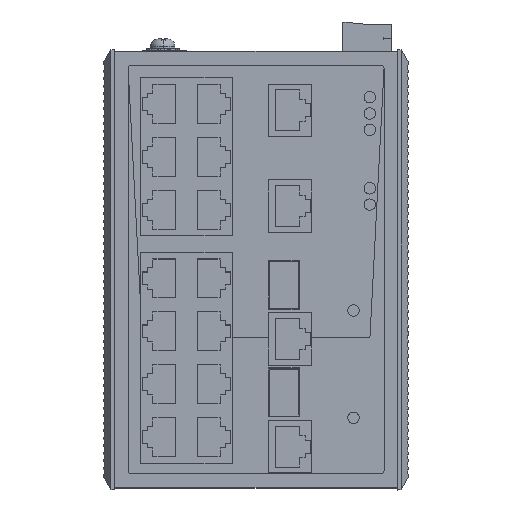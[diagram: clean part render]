
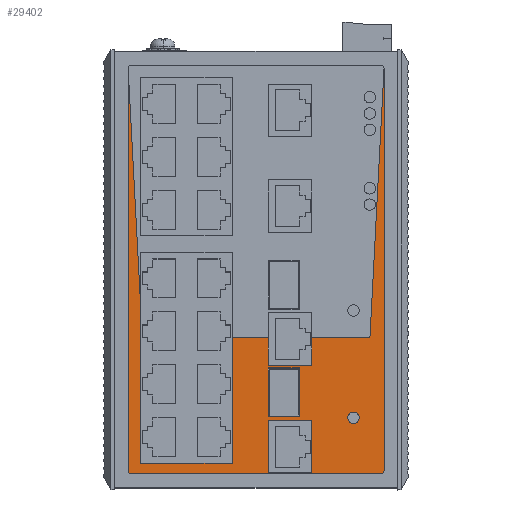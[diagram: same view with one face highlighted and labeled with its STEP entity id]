
A CAD part, top view. The second image highlights one B-rep face of the part: STEP entity #29402.
In plain terms, the highlighted planar face has unit normal (0, 0, 1).
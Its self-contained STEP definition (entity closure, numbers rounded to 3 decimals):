
#11555=AXIS2_PLACEMENT_3D('Circle Axis2P3D',#11553,#11554,$) ;
#11619=AXIS2_PLACEMENT_3D('Circle Axis2P3D',#11617,#11618,$) ;
#29353=AXIS2_PLACEMENT_3D('Plane Axis2P3D',#29350,#29351,#29352) ;
#29374=AXIS2_PLACEMENT_3D('Circle Axis2P3D',#29372,#29373,$) ;
#29383=AXIS2_PLACEMENT_3D('Circle Axis2P3D',#29381,#29382,$) ;
#183=CARTESIAN_POINT('Vertex',(60.228,37.246,139.82)) ;
#199=CARTESIAN_POINT('Vertex',(60.228,22.246,139.82)) ;
#202=CARTESIAN_POINT('Line Origine',(60.228,29.746,139.82)) ;
#224=CARTESIAN_POINT('Vertex',(50.728,37.245,139.82)) ;
#234=CARTESIAN_POINT('Line Origine',(55.478,37.245,139.82)) ;
#251=CARTESIAN_POINT('Vertex',(50.728,22.245,139.82)) ;
#261=CARTESIAN_POINT('Line Origine',(50.728,29.745,139.82)) ;
#284=CARTESIAN_POINT('Line Origine',(55.478,22.245,139.82)) ;
#11368=CARTESIAN_POINT('Line Origine',(86.277,67.5,139.82)) ;
#11372=CARTESIAN_POINT('Vertex',(86.277,129.3,139.82)) ;
#11374=CARTESIAN_POINT('Vertex',(86.277,5.7,139.82)) ;
#11492=CARTESIAN_POINT('Vertex',(7.677,129.3,139.82)) ;
#11521=CARTESIAN_POINT('Line Origine',(7.677,67.5,139.82)) ;
#11525=CARTESIAN_POINT('Vertex',(7.677,5.7,139.82)) ;
#11553=CARTESIAN_POINT('Axis2P3D Location',(8.677,5.7,139.82)) ;
#11557=CARTESIAN_POINT('Vertex',(8.677,4.7,139.82)) ;
#11585=CARTESIAN_POINT('Line Origine',(46.977,4.7,139.82)) ;
#11589=CARTESIAN_POINT('Vertex',(85.277,4.7,139.82)) ;
#11617=CARTESIAN_POINT('Axis2P3D Location',(85.277,5.7,139.82)) ;
#28577=CARTESIAN_POINT('Line Origine',(11.567,31.522,139.82)) ;
#28581=CARTESIAN_POINT('Vertex',(11.567,55.074,139.82)) ;
#28583=CARTESIAN_POINT('Vertex',(11.567,7.97,139.82)) ;
#28618=CARTESIAN_POINT('Line Origine',(25.587,7.97,139.82)) ;
#28622=CARTESIAN_POINT('Vertex',(39.607,7.97,139.82)) ;
#28638=CARTESIAN_POINT('Line Origine',(39.607,27.268,139.82)) ;
#28642=CARTESIAN_POINT('Vertex',(39.607,46.567,139.82)) ;
#28971=CARTESIAN_POINT('Vertex',(64.028,38.161,139.82)) ;
#28974=CARTESIAN_POINT('Line Origine',(64.028,42.364,139.82)) ;
#28978=CARTESIAN_POINT('Vertex',(64.028,46.567,139.82)) ;
#29028=CARTESIAN_POINT('Line Origine',(50.728,42.364,139.82)) ;
#29032=CARTESIAN_POINT('Vertex',(50.728,46.567,139.82)) ;
#29034=CARTESIAN_POINT('Vertex',(50.728,38.16,139.82)) ;
#29069=CARTESIAN_POINT('Line Origine',(57.378,38.16,139.82)) ;
#29122=CARTESIAN_POINT('Vertex',(64.028,21.111,139.82)) ;
#29129=CARTESIAN_POINT('Vertex',(64.028,5.111,139.82)) ;
#29132=CARTESIAN_POINT('Line Origine',(64.028,13.111,139.82)) ;
#29154=CARTESIAN_POINT('Vertex',(50.728,21.11,139.82)) ;
#29157=CARTESIAN_POINT('Line Origine',(57.378,21.11,139.82)) ;
#29174=CARTESIAN_POINT('Vertex',(50.728,5.11,139.82)) ;
#29177=CARTESIAN_POINT('Line Origine',(50.728,13.11,139.82)) ;
#29195=CARTESIAN_POINT('Line Origine',(57.378,5.11,139.82)) ;
#29217=CARTESIAN_POINT('Vertex',(81.941,46.567,139.82)) ;
#29222=CARTESIAN_POINT('Line Origine',(84.109,87.933,139.82)) ;
#29306=CARTESIAN_POINT('Line Origine',(45.167,46.567,139.82)) ;
#29319=CARTESIAN_POINT('Line Origine',(72.984,46.567,139.82)) ;
#29337=CARTESIAN_POINT('Line Origine',(9.622,92.187,139.82)) ;
#29350=CARTESIAN_POINT('Axis2P3D Location',(46.977,67.5,139.82)) ;
#29372=CARTESIAN_POINT('Axis2P3D Location',(76.877,21.97,139.82)) ;
#29376=CARTESIAN_POINT('Vertex',(75.127,21.97,139.82)) ;
#29378=CARTESIAN_POINT('Vertex',(78.627,21.97,139.82)) ;
#29381=CARTESIAN_POINT('Axis2P3D Location',(76.877,21.97,139.82)) ;
#203=DIRECTION('Vector Direction',(0.,1.,0.)) ;
#235=DIRECTION('Vector Direction',(-1.,0.,0.)) ;
#262=DIRECTION('Vector Direction',(0.,-1.,0.)) ;
#285=DIRECTION('Vector Direction',(1.,0.,0.)) ;
#11369=DIRECTION('Vector Direction',(0.,-1.,0.)) ;
#11522=DIRECTION('Vector Direction',(0.,1.,0.)) ;
#11554=DIRECTION('Axis2P3D Direction',(0.,0.,1.)) ;
#11586=DIRECTION('Vector Direction',(-1.,0.,0.)) ;
#11618=DIRECTION('Axis2P3D Direction',(0.,0.,1.)) ;
#28578=DIRECTION('Vector Direction',(0.,-1.,0.)) ;
#28619=DIRECTION('Vector Direction',(-1.,0.,0.)) ;
#28639=DIRECTION('Vector Direction',(0.,1.,0.)) ;
#28975=DIRECTION('Vector Direction',(0.,1.,0.)) ;
#29029=DIRECTION('Vector Direction',(0.,-1.,0.)) ;
#29070=DIRECTION('Vector Direction',(1.,0.,0.)) ;
#29133=DIRECTION('Vector Direction',(0.,1.,0.)) ;
#29158=DIRECTION('Vector Direction',(-1.,0.,0.)) ;
#29178=DIRECTION('Vector Direction',(0.,-1.,0.)) ;
#29196=DIRECTION('Vector Direction',(1.,0.,0.)) ;
#29223=DIRECTION('Vector Direction',(-0.052,-0.999,0.)) ;
#29307=DIRECTION('Vector Direction',(1.,0.,0.)) ;
#29320=DIRECTION('Vector Direction',(1.,0.,0.)) ;
#29338=DIRECTION('Vector Direction',(0.052,-0.999,0.)) ;
#29351=DIRECTION('Axis2P3D Direction',(0.,0.,-1.)) ;
#29352=DIRECTION('Axis2P3D XDirection',(0.,1.,0.)) ;
#29373=DIRECTION('Axis2P3D Direction',(0.,0.,-1.)) ;
#29382=DIRECTION('Axis2P3D Direction',(0.,0.,-1.)) ;
#204=VECTOR('Line Direction',#203,1.) ;
#236=VECTOR('Line Direction',#235,1.) ;
#263=VECTOR('Line Direction',#262,1.) ;
#286=VECTOR('Line Direction',#285,1.) ;
#11370=VECTOR('Line Direction',#11369,1.) ;
#11523=VECTOR('Line Direction',#11522,1.) ;
#11587=VECTOR('Line Direction',#11586,1.) ;
#28579=VECTOR('Line Direction',#28578,1.) ;
#28620=VECTOR('Line Direction',#28619,1.) ;
#28640=VECTOR('Line Direction',#28639,1.) ;
#28976=VECTOR('Line Direction',#28975,1.) ;
#29030=VECTOR('Line Direction',#29029,1.) ;
#29071=VECTOR('Line Direction',#29070,1.) ;
#29134=VECTOR('Line Direction',#29133,1.) ;
#29159=VECTOR('Line Direction',#29158,1.) ;
#29179=VECTOR('Line Direction',#29178,1.) ;
#29197=VECTOR('Line Direction',#29196,1.) ;
#29224=VECTOR('Line Direction',#29223,1.) ;
#29308=VECTOR('Line Direction',#29307,1.) ;
#29321=VECTOR('Line Direction',#29320,1.) ;
#29339=VECTOR('Line Direction',#29338,1.) ;
#29356=ORIENTED_EDGE('',*,*,#29226,.F.) ;
#29357=ORIENTED_EDGE('',*,*,#29323,.F.) ;
#29358=ORIENTED_EDGE('',*,*,#28980,.F.) ;
#29359=ORIENTED_EDGE('',*,*,#29073,.F.) ;
#29360=ORIENTED_EDGE('',*,*,#29036,.F.) ;
#29361=ORIENTED_EDGE('',*,*,#29310,.F.) ;
#29362=ORIENTED_EDGE('',*,*,#28644,.F.) ;
#29363=ORIENTED_EDGE('',*,*,#28624,.T.) ;
#29364=ORIENTED_EDGE('',*,*,#28585,.F.) ;
#29365=ORIENTED_EDGE('',*,*,#29341,.F.) ;
#29366=ORIENTED_EDGE('',*,*,#11527,.F.) ;
#29367=ORIENTED_EDGE('',*,*,#11559,.F.) ;
#29368=ORIENTED_EDGE('',*,*,#11591,.F.) ;
#29369=ORIENTED_EDGE('',*,*,#11621,.F.) ;
#29370=ORIENTED_EDGE('',*,*,#11376,.F.) ;
#29387=ORIENTED_EDGE('',*,*,#29380,.F.) ;
#29388=ORIENTED_EDGE('',*,*,#29385,.F.) ;
#29391=ORIENTED_EDGE('',*,*,#288,.F.) ;
#29392=ORIENTED_EDGE('',*,*,#265,.F.) ;
#29393=ORIENTED_EDGE('',*,*,#238,.F.) ;
#29394=ORIENTED_EDGE('',*,*,#206,.F.) ;
#29397=ORIENTED_EDGE('',*,*,#29199,.F.) ;
#29398=ORIENTED_EDGE('',*,*,#29181,.F.) ;
#29399=ORIENTED_EDGE('',*,*,#29161,.F.) ;
#29400=ORIENTED_EDGE('',*,*,#29136,.F.) ;
#29389=FACE_BOUND('',#29386,.T.) ;
#29395=FACE_BOUND('',#29390,.T.) ;
#29401=FACE_BOUND('',#29396,.T.) ;
#29402=ADVANCED_FACE('SWITCH',(#29371,#29389,#29395,#29401),#29354,.F.) ;
#11556=CIRCLE('generated circle',#11555,1.) ;
#11620=CIRCLE('generated circle',#11619,1.) ;
#29375=CIRCLE('generated circle',#29374,1.75) ;
#29384=CIRCLE('generated circle',#29383,1.75) ;
#206=EDGE_CURVE('',#200,#184,#205,.T.) ;
#238=EDGE_CURVE('',#184,#225,#237,.T.) ;
#265=EDGE_CURVE('',#225,#252,#264,.T.) ;
#288=EDGE_CURVE('',#252,#200,#287,.T.) ;
#11376=EDGE_CURVE('',#11373,#11375,#11371,.T.) ;
#11527=EDGE_CURVE('',#11526,#11493,#11524,.T.) ;
#11559=EDGE_CURVE('',#11558,#11526,#11556,.F.) ;
#11591=EDGE_CURVE('',#11590,#11558,#11588,.T.) ;
#11621=EDGE_CURVE('',#11375,#11590,#11620,.F.) ;
#28585=EDGE_CURVE('',#28582,#28584,#28580,.T.) ;
#28624=EDGE_CURVE('',#28623,#28584,#28621,.T.) ;
#28644=EDGE_CURVE('',#28623,#28643,#28641,.T.) ;
#28980=EDGE_CURVE('',#28972,#28979,#28977,.T.) ;
#29036=EDGE_CURVE('',#29033,#29035,#29031,.T.) ;
#29073=EDGE_CURVE('',#29035,#28972,#29072,.T.) ;
#29136=EDGE_CURVE('',#29130,#29123,#29135,.T.) ;
#29161=EDGE_CURVE('',#29123,#29155,#29160,.T.) ;
#29181=EDGE_CURVE('',#29155,#29175,#29180,.T.) ;
#29199=EDGE_CURVE('',#29175,#29130,#29198,.T.) ;
#29226=EDGE_CURVE('',#29218,#11373,#29225,.F.) ;
#29310=EDGE_CURVE('',#28643,#29033,#29309,.T.) ;
#29323=EDGE_CURVE('',#28979,#29218,#29322,.T.) ;
#29341=EDGE_CURVE('',#11493,#28582,#29340,.T.) ;
#29380=EDGE_CURVE('',#29377,#29379,#29375,.F.) ;
#29385=EDGE_CURVE('',#29379,#29377,#29384,.F.) ;
#29355=EDGE_LOOP('',(#29356,#29357,#29358,#29359,#29360,#29361,#29362,#29363,#29364,#29365,#29366,#29367,#29368,#29369,#29370)) ;
#29386=EDGE_LOOP('',(#29387,#29388)) ;
#29390=EDGE_LOOP('',(#29391,#29392,#29393,#29394)) ;
#29396=EDGE_LOOP('',(#29397,#29398,#29399,#29400)) ;
#29371=FACE_OUTER_BOUND('',#29355,.T.) ;
#205=LINE('Line',#202,#204) ;
#237=LINE('Line',#234,#236) ;
#264=LINE('Line',#261,#263) ;
#287=LINE('Line',#284,#286) ;
#11371=LINE('Line',#11368,#11370) ;
#11524=LINE('Line',#11521,#11523) ;
#11588=LINE('Line',#11585,#11587) ;
#28580=LINE('Line',#28577,#28579) ;
#28621=LINE('Line',#28618,#28620) ;
#28641=LINE('Line',#28638,#28640) ;
#28977=LINE('Line',#28974,#28976) ;
#29031=LINE('Line',#29028,#29030) ;
#29072=LINE('Line',#29069,#29071) ;
#29135=LINE('Line',#29132,#29134) ;
#29160=LINE('Line',#29157,#29159) ;
#29180=LINE('Line',#29177,#29179) ;
#29198=LINE('Line',#29195,#29197) ;
#29225=LINE('Line',#29222,#29224) ;
#29309=LINE('Line',#29306,#29308) ;
#29322=LINE('Line',#29319,#29321) ;
#29340=LINE('Line',#29337,#29339) ;
#29354=PLANE('',#29353) ;
#184=VERTEX_POINT('',#183) ;
#200=VERTEX_POINT('',#199) ;
#225=VERTEX_POINT('',#224) ;
#252=VERTEX_POINT('',#251) ;
#11373=VERTEX_POINT('',#11372) ;
#11375=VERTEX_POINT('',#11374) ;
#11493=VERTEX_POINT('',#11492) ;
#11526=VERTEX_POINT('',#11525) ;
#11558=VERTEX_POINT('',#11557) ;
#11590=VERTEX_POINT('',#11589) ;
#28582=VERTEX_POINT('',#28581) ;
#28584=VERTEX_POINT('',#28583) ;
#28623=VERTEX_POINT('',#28622) ;
#28643=VERTEX_POINT('',#28642) ;
#28972=VERTEX_POINT('',#28971) ;
#28979=VERTEX_POINT('',#28978) ;
#29033=VERTEX_POINT('',#29032) ;
#29035=VERTEX_POINT('',#29034) ;
#29123=VERTEX_POINT('',#29122) ;
#29130=VERTEX_POINT('',#29129) ;
#29155=VERTEX_POINT('',#29154) ;
#29175=VERTEX_POINT('',#29174) ;
#29218=VERTEX_POINT('',#29217) ;
#29377=VERTEX_POINT('',#29376) ;
#29379=VERTEX_POINT('',#29378) ;
